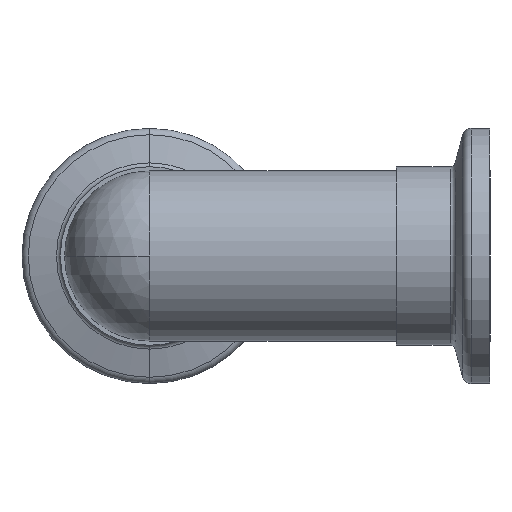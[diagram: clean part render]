
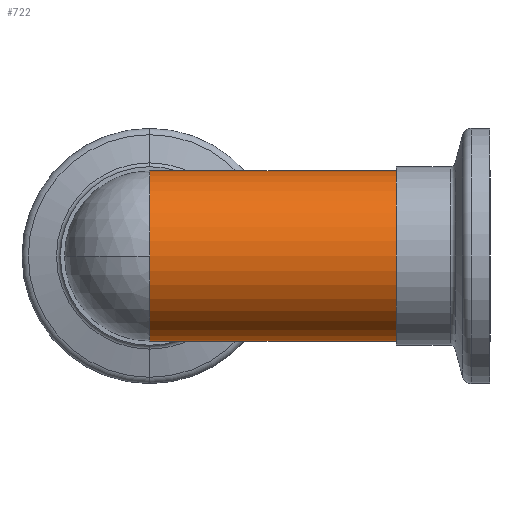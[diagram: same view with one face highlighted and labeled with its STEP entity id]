
A CAD part, left-side view. The second image highlights one B-rep face of the part: STEP entity #722.
In plain terms, the highlighted cylindrical face has radius 10 mm (diameter 20 mm), a partial arc.
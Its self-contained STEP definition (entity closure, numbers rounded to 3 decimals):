
#87 = ORIENTED_EDGE ( 'NONE', *, *, #251, .T. ) ;
#116 = DIRECTION ( 'NONE',  ( -1., 0., 0. ) ) ;
#146 = DIRECTION ( 'NONE',  ( 0., 1., 0. ) ) ;
#213 = ORIENTED_EDGE ( 'NONE', *, *, #934, .F. ) ;
#216 = VERTEX_POINT ( 'NONE', #639 ) ;
#222 = EDGE_CURVE ( 'NONE', #835, #291, #581, .T. ) ;
#230 = DIRECTION ( 'NONE',  ( 0., -1., 0. ) ) ;
#233 = EDGE_CURVE ( 'NONE', #813, #835, #1140, .T. ) ;
#237 = CARTESIAN_POINT ( 'NONE',  ( 0., 0., 0. ) ) ;
#251 = EDGE_CURVE ( 'NONE', #291, #216, #301, .T. ) ;
#264 = ORIENTED_EDGE ( 'NONE', *, *, #233, .T. ) ;
#268 = CARTESIAN_POINT ( 'NONE',  ( 0., 0., 0. ) ) ;
#285 = CARTESIAN_POINT ( 'NONE',  ( 0., -29., -10. ) ) ;
#291 = VERTEX_POINT ( 'NONE', #1382 ) ;
#301 = CIRCLE ( 'NONE', #1031, 10. ) ;
#339 = FACE_OUTER_BOUND ( 'NONE', #752, .T. ) ;
#352 = ORIENTED_EDGE ( 'NONE', *, *, #222, .T. ) ;
#388 = DIRECTION ( 'NONE',  ( 0., 0., 1. ) ) ;
#408 = CARTESIAN_POINT ( 'NONE',  ( 0., 0., 10. ) ) ;
#469 = CARTESIAN_POINT ( 'NONE',  ( 0., -29., 0. ) ) ;
#518 = AXIS2_PLACEMENT_3D ( 'NONE', #268, #146, #388 ) ;
#528 = AXIS2_PLACEMENT_3D ( 'NONE', #469, #1227, #572 ) ;
#567 = EDGE_CURVE ( 'NONE', #784, #813, #1069, .T. ) ;
#572 = DIRECTION ( 'NONE',  ( 0., 0., 1. ) ) ;
#581 = CIRCLE ( 'NONE', #878, 10. ) ;
#639 = CARTESIAN_POINT ( 'NONE',  ( 0., 0., -10. ) ) ;
#671 = DIRECTION ( 'NONE',  ( 0., 1., 0. ) ) ;
#672 = VECTOR ( 'NONE', #1058, 1000. ) ;
#722 = ADVANCED_FACE ( 'NONE', ( #339 ), #1137, .T. ) ;
#752 = EDGE_LOOP ( 'NONE', ( #213, #1146, #264, #352, #87 ) ) ;
#784 = VERTEX_POINT ( 'NONE', #285 ) ;
#787 = DIRECTION ( 'NONE',  ( -1., 0., 0. ) ) ;
#813 = VERTEX_POINT ( 'NONE', #840 ) ;
#835 = VERTEX_POINT ( 'NONE', #408 ) ;
#840 = CARTESIAN_POINT ( 'NONE',  ( 0., -29., 10. ) ) ;
#852 = VECTOR ( 'NONE', #671, 1000. ) ;
#878 = AXIS2_PLACEMENT_3D ( 'NONE', #902, #907, #787 ) ;
#902 = CARTESIAN_POINT ( 'NONE',  ( 0., 0., 0. ) ) ;
#907 = DIRECTION ( 'NONE',  ( 0., -1., 0. ) ) ;
#934 = EDGE_CURVE ( 'NONE', #784, #216, #984, .T. ) ;
#941 = CARTESIAN_POINT ( 'NONE',  ( 0., 0., -10. ) ) ;
#984 = LINE ( 'NONE', #941, #672 ) ;
#1031 = AXIS2_PLACEMENT_3D ( 'NONE', #237, #230, #116 ) ;
#1058 = DIRECTION ( 'NONE',  ( 0., 1., 0. ) ) ;
#1069 = CIRCLE ( 'NONE', #528, 10. ) ;
#1137 = CYLINDRICAL_SURFACE ( 'NONE', #518, 10. ) ;
#1140 = LINE ( 'NONE', #1181, #852 ) ;
#1146 = ORIENTED_EDGE ( 'NONE', *, *, #567, .T. ) ;
#1181 = CARTESIAN_POINT ( 'NONE',  ( 0., 0., 10. ) ) ;
#1227 = DIRECTION ( 'NONE',  ( 0., 1., 0. ) ) ;
#1382 = CARTESIAN_POINT ( 'NONE',  ( -10., 0., 0. ) ) ;
